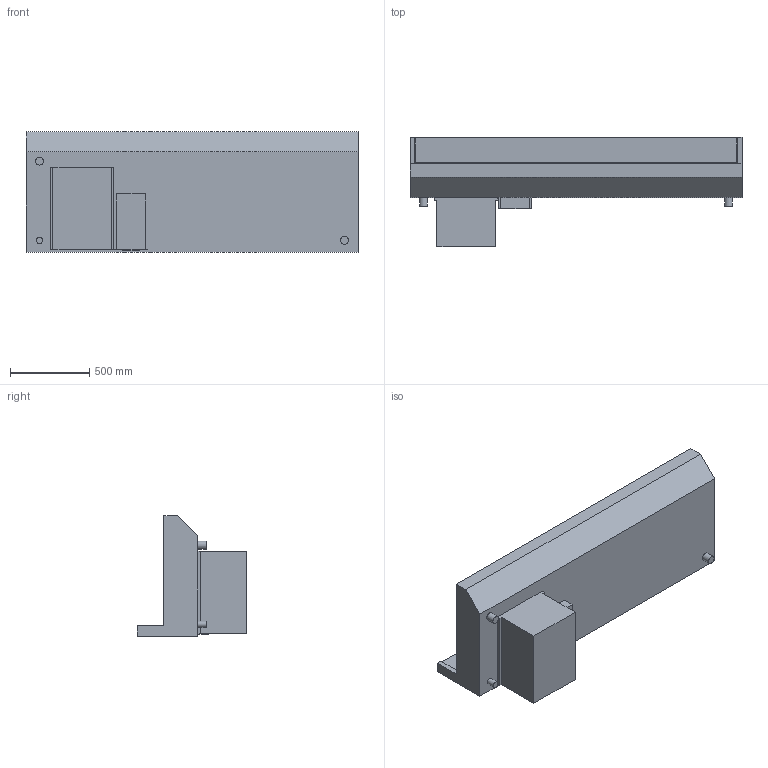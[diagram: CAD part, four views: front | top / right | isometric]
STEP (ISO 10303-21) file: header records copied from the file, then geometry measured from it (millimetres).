
FILE_DESCRIPTION(/* description */ ('Bäckertheke: eigengekühlt'),/* implementation_level */ '2;1');
FILE_NAME(/* name */ '3D-AKE-00003061.stp',/* time_stamp */ '2024-05-21T11:42:40+02:00',/* author */ ('julian.lux'),/* organization */ (''),/* preprocessor_version */ 'ST-DEVELOPER v18.1',/* originating_system */ 'Autodesk Inventor 2020',/* authorisation */ '');
FILE_SCHEMA (('AUTOMOTIVE_DESIGN { 1 0 10303 214 3 1 1 }'));
Length unit declared in the file: millimetre
Products named in the file (1): 3D-AKE-00003061
Bounding box: 2095 x 691 x 760 mm (x, y, z)
Volume: 191561003.9 mm3; surface area: 10634712.6 mm2
Topology: 3 solids, 3 shells, 87 faces, 213 edges, 144 vertices
Faces by surface type: plane 84, cylinder 3
Full cylindrical faces by diameter (mm): 40 x1, 50 x2
Entity records: 2566 total; most frequent: CARTESIAN_POINT 445, ORIENTED_EDGE 426, DIRECTION 401, EDGE_CURVE 213, LINE 201, VECTOR 201, VERTEX_POINT 144, AXIS2_PLACEMENT_3D 100
